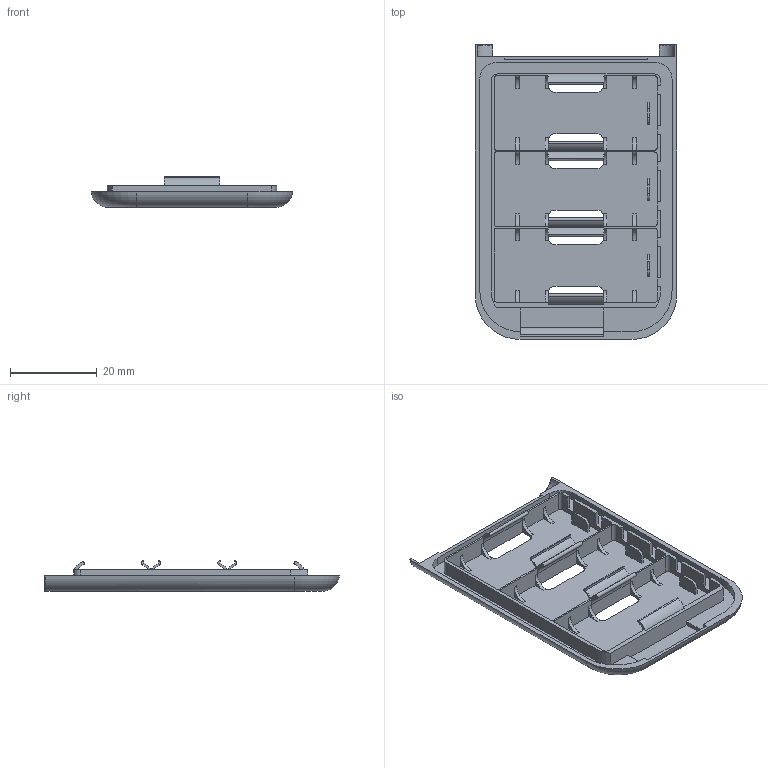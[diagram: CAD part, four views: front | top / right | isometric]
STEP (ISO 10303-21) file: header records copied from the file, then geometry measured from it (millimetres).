
FILE_DESCRIPTION (( 'STEP AP203' ), '1' );
FILE_NAME ('NNP-DWG-110-022-000 Insulator Nest, Bottom.STEP', '2024-08-21T14:07:25', ( '' ), ( '' ), 'SwSTEP 2.0', 'SolidWorks 2024', '' );
FILE_SCHEMA (( 'CONFIG_CONTROL_DESIGN' ));
Length unit declared in the file: inch
Products named in the file (1): NNP-DWG-110-022-000 Insulator Nest, Bottom
Bounding box: 46.57 x 68.04 x 7.07 mm (x, y, z)
Volume: 3103.4 mm3; surface area: 9101.3 mm2
Topology: 1 solids, 1 shells, 256 faces, 745 edges, 489 vertices
Faces by surface type: plane 160, cylinder 88, bspline 6, torus 2
Entity records: 9030 total; most frequent: CARTESIAN_POINT 2088, ORIENTED_EDGE 1490, DIRECTION 1391, EDGE_CURVE 745, VECTOR 535, LINE 535, VERTEX_POINT 489, AXIS2_PLACEMENT_3D 428
